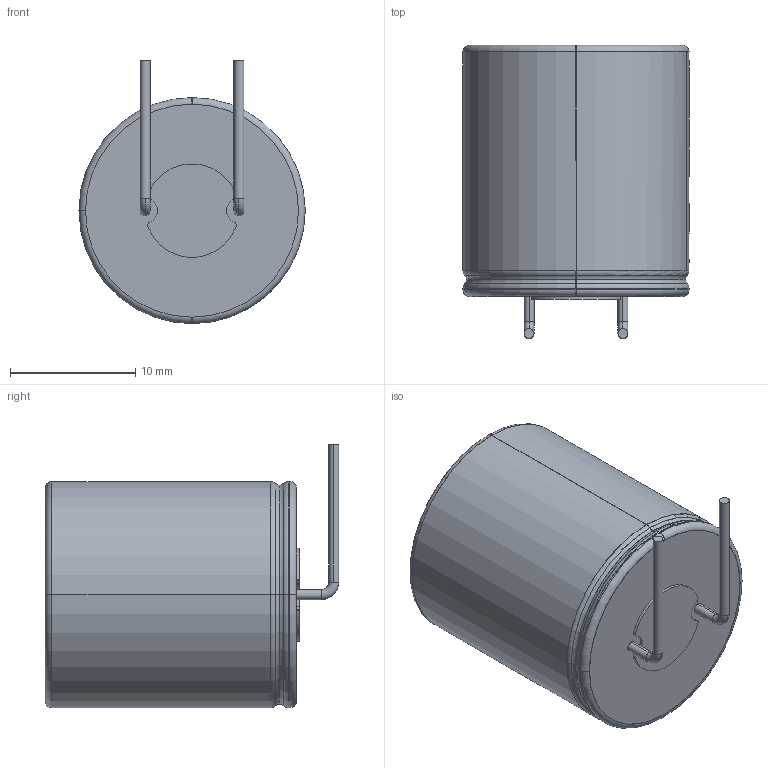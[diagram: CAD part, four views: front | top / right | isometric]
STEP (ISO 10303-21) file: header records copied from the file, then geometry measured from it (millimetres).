
FILE_DESCRIPTION (( 'STEP AP214' ), '1' );
FILE_NAME ('THD Capacitor Polar 18x20x7.5mm LA.STEP', '2019-02-17T14:26:02', ( '' ), ( '' ), 'SwSTEP 2.0', 'SolidWorks 2018', '' );
FILE_SCHEMA (( 'AUTOMOTIVE_DESIGN' ));
Length unit declared in the file: millimetre
Products named in the file (1): THD Capacitor Polar 18x20x7.5mm LA
Bounding box: 18.05 x 23.43 x 21.03 mm (x, y, z)
Surface area: 3462 mm2 (no closed solid volume)
Topology: 0 solids, 4 shells, 110 faces, 288 edges, 195 vertices
Faces by surface type: cylinder 64, torus 40, plane 6
Entity records: 4530 total; most frequent: CARTESIAN_POINT 666, DIRECTION 659, ORIENTED_EDGE 522, EDGE_CURVE 288, AXIS2_PLACEMENT_3D 284, VERTEX_POINT 195, CIRCLE 173, EDGE_LOOP 122
